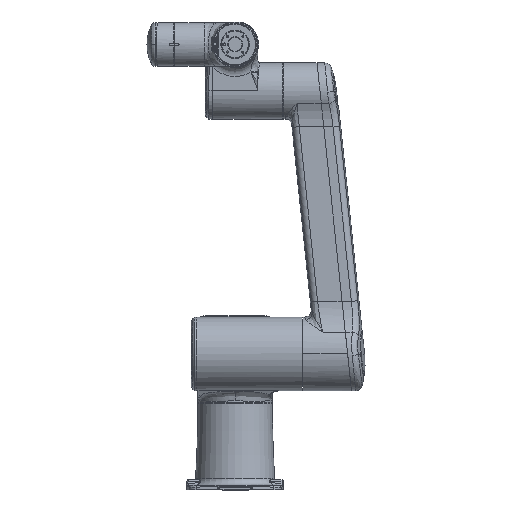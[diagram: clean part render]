
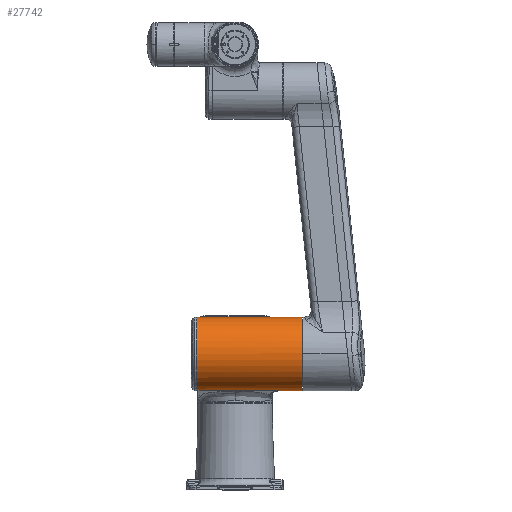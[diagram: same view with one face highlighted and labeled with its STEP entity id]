
A CAD part, top view. The second image highlights one B-rep face of the part: STEP entity #27742.
In plain terms, the highlighted cylindrical face has radius 84 mm (diameter 168 mm), a partial arc.
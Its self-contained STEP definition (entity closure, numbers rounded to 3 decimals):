
#26793=CARTESIAN_POINT('',(-88.,0.,0.));
#26794=DIRECTION('',(1.,0.,0.));
#26795=DIRECTION('',(0.,0.,1.));
#26796=AXIS2_PLACEMENT_3D('',#26793,#26794,#26795);
#26852=CARTESIAN_POINT('',(-87.,0.,0.));
#26853=DIRECTION('',(-1.,0.,0.));
#26854=DIRECTION('',(0.,0.,-1.));
#26855=AXIS2_PLACEMENT_3D('',#26852,#26853,#26854);
#26857=CARTESIAN_POINT('',(146.,-3.,-83.946));
#26858=CARTESIAN_POINT('',(145.676,-3.,-83.946));
#26859=CARTESIAN_POINT('',(145.062,-2.9,
-83.95));
#26860=CARTESIAN_POINT('',(144.206,-2.467,
-83.964));
#26861=CARTESIAN_POINT('',(143.534,-1.795,
-83.982));
#26862=CARTESIAN_POINT('',(143.1,-0.94,
-83.996));
#26863=CARTESIAN_POINT('',(143.,-0.325,-84.));
#26864=CARTESIAN_POINT('',(143.,0.,-84.));
#26866=DIRECTION('',(-1.,0.,0.));
#26867=VECTOR('',#26866,43.);
#26868=CARTESIAN_POINT('',(143.,0.,-84.));
#26869=LINE('',#26868,#26867);
#26870=DIRECTION('',(-1.,0.,0.));
#26871=VECTOR('',#26870,187.);
#26872=CARTESIAN_POINT('',(100.,-14.586,
-82.724));
#26873=LINE('',#26872,#26871);
#26874=DIRECTION('',(-1.,0.,0.));
#26875=VECTOR('',#26874,1.);
#26876=CARTESIAN_POINT('',(-87.,0.,-84.));
#26877=LINE('',#26876,#26875);
#26878=DIRECTION('',(-1.,0.,0.));
#26879=VECTOR('',#26878,7.);
#26880=CARTESIAN_POINT('',(153.,-3.,-83.946));
#26881=LINE('',#26880,#26879);
#26903=DIRECTION('',(-1.,0.,0.));
#26904=VECTOR('',#26903,241.);
#26905=CARTESIAN_POINT('',(153.,0.,84.));
#26906=LINE('',#26905,#26904);
#26936=CARTESIAN_POINT('',(153.,0.,0.));
#26937=DIRECTION('',(-1.,0.,0.));
#26938=DIRECTION('',(0.,-0.036,-0.999));
#26939=AXIS2_PLACEMENT_3D('',#26936,#26937,#26938);
#27233=CARTESIAN_POINT('',(100.,0.,0.));
#27234=DIRECTION('',(1.,0.,0.));
#27235=DIRECTION('',(0.,-0.174,-0.985));
#27236=AXIS2_PLACEMENT_3D('',#27233,#27234,#27235);
#27470=CARTESIAN_POINT('',(-88.,0.,84.));
#27471=VERTEX_POINT('',#27470);
#27472=CARTESIAN_POINT('',(-88.,0.,-84.));
#27473=VERTEX_POINT('',#27472);
#27501=CARTESIAN_POINT('',(-87.,0.,-84.));
#27503=VERTEX_POINT('',#27501);
#27504=CARTESIAN_POINT('',(-87.,-14.586,-82.724));
#27505=VERTEX_POINT('',#27504);
#27506=VERTEX_POINT('',#26857);
#27507=VERTEX_POINT('',#26864);
#27508=CARTESIAN_POINT('',(100.,0.,-84.));
#27509=VERTEX_POINT('',#27508);
#27510=CARTESIAN_POINT('',(100.,-14.586,-82.724));
#27511=VERTEX_POINT('',#27510);
#27512=CARTESIAN_POINT('',(153.,0.,84.));
#27513=VERTEX_POINT('',#27512);
#27514=CARTESIAN_POINT('',(153.,-3.,-83.946));
#27515=VERTEX_POINT('',#27514);
#27717=CARTESIAN_POINT('',(-88.,0.,0.));
#27718=DIRECTION('',(1.,0.,0.));
#27719=DIRECTION('',(0.,0.,-1.));
#27720=AXIS2_PLACEMENT_3D('',#27717,#27718,#27719);
#27721=CYLINDRICAL_SURFACE('',#27720,84.);
#27723=ORIENTED_EDGE('',*,*,#27722,.T.);
#27725=ORIENTED_EDGE('',*,*,#27724,.T.);
#27727=ORIENTED_EDGE('',*,*,#27726,.F.);
#27729=ORIENTED_EDGE('',*,*,#27728,.T.);
#27730=ORIENTED_EDGE('',*,*,#27710,.F.);
#27732=ORIENTED_EDGE('',*,*,#27731,.T.);
#27733=ORIENTED_EDGE('',*,*,#27618,.F.);
#27735=ORIENTED_EDGE('',*,*,#27734,.F.);
#27737=ORIENTED_EDGE('',*,*,#27736,.F.);
#27739=ORIENTED_EDGE('',*,*,#27738,.T.);
#27740=EDGE_LOOP('',(#27723,#27725,#27727,#27729,#27730,#27732,#27733,#27735,
#27737,#27739));
#27741=FACE_OUTER_BOUND('',#27740,.F.);
#27742=ADVANCED_FACE('',(#27741),#27721,.T.);
#26797=CIRCLE('',#26796,84.);
#26856=CIRCLE('',#26855,84.);
#26865=B_SPLINE_CURVE_WITH_KNOTS('',3,(#26857,#26858,#26859,#26860,#26861,
#26862,#26863,#26864),.UNSPECIFIED.,.F.,.F.,(4,1,1,1,1,4),(0.,0.2,0.4,
0.6,0.8,1.),.UNSPECIFIED.);
#26940=CIRCLE('',#26939,84.);
#27237=CIRCLE('',#27236,84.);
#27618=EDGE_CURVE('',#27471,#27473,#26797,.T.);
#27710=EDGE_CURVE('',#27503,#27505,#26856,.T.);
#27722=EDGE_CURVE('',#27506,#27507,#26865,.T.);
#27724=EDGE_CURVE('',#27507,#27509,#26869,.T.);
#27726=EDGE_CURVE('',#27511,#27509,#27237,.T.);
#27728=EDGE_CURVE('',#27511,#27505,#26873,.T.);
#27731=EDGE_CURVE('',#27503,#27473,#26877,.T.);
#27734=EDGE_CURVE('',#27513,#27471,#26906,.T.);
#27736=EDGE_CURVE('',#27515,#27513,#26940,.T.);
#27738=EDGE_CURVE('',#27515,#27506,#26881,.T.);
